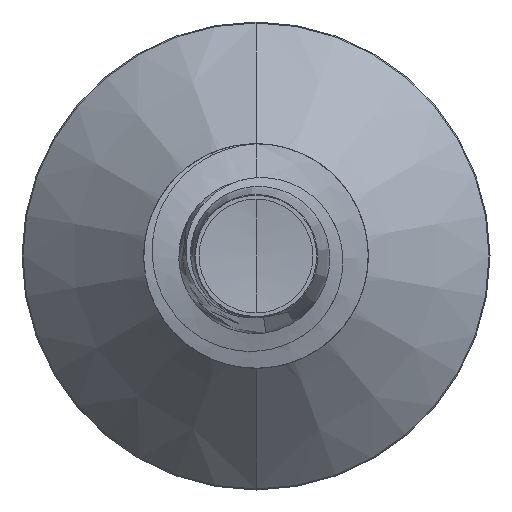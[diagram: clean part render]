
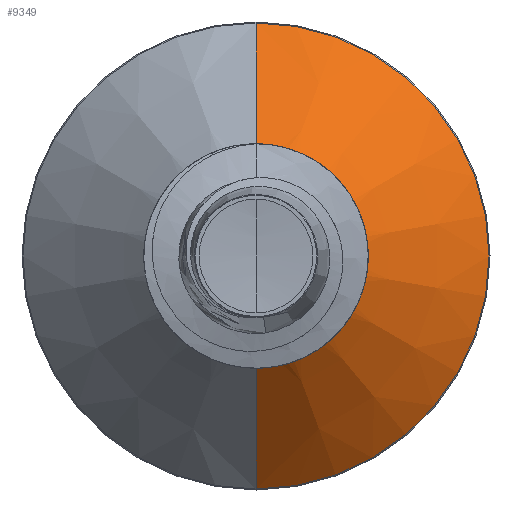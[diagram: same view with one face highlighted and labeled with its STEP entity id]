
A CAD part, front view. The second image highlights one B-rep face of the part: STEP entity #9349.
In plain terms, the highlighted conical face has half-angle 45 degrees and reference radius 1.325 mm.
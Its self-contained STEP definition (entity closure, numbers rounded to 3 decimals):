
#454 = ORIENTED_EDGE ( 'NONE', *, *, #23601, .T. ) ;
#918 = DIRECTION ( 'NONE',  ( 0., 0.707, -0.707 ) ) ;
#2338 = VERTEX_POINT ( 'NONE', #20482 ) ;
#3168 = VECTOR ( 'NONE', #12405, 1000. ) ;
#3346 = CARTESIAN_POINT ( 'NONE',  ( 0., 13.025, 0. ) ) ;
#3779 = DIRECTION ( 'NONE',  ( 0., 1., 0. ) ) ;
#5247 = DIRECTION ( 'NONE',  ( 0., 0., 1. ) ) ;
#6104 = CIRCLE ( 'NONE', #9174, 1.325 ) ;
#6494 = ORIENTED_EDGE ( 'NONE', *, *, #17664, .F. ) ;
#7830 = EDGE_CURVE ( 'NONE', #18537, #14604, #17318, .T. ) ;
#9174 = AXIS2_PLACEMENT_3D ( 'NONE', #3346, #16284, #5247 ) ;
#9349 = ADVANCED_FACE ( 'NONE', ( #15598 ), #19338, .T. ) ;
#10209 = CARTESIAN_POINT ( 'NONE',  ( 0., 15.335, 0. ) ) ;
#10229 = EDGE_LOOP ( 'NONE', ( #454, #23465, #6494, #12851 ) ) ;
#12025 = DIRECTION ( 'NONE',  ( 0., 0., 1. ) ) ;
#12405 = DIRECTION ( 'NONE',  ( 0., 0.707, 0.707 ) ) ;
#12433 = CARTESIAN_POINT ( 'NONE',  ( 0., 13.025, 1.325 ) ) ;
#12851 = ORIENTED_EDGE ( 'NONE', *, *, #7830, .F. ) ;
#13929 = CARTESIAN_POINT ( 'NONE',  ( 0., 15.335, 3.635 ) ) ;
#14604 = VERTEX_POINT ( 'NONE', #13929 ) ;
#14796 = CARTESIAN_POINT ( 'NONE',  ( 0., 13.025, 0. ) ) ;
#15598 = FACE_OUTER_BOUND ( 'NONE', #10229, .T. ) ;
#16284 = DIRECTION ( 'NONE',  ( 0., 1., 0. ) ) ;
#16678 = DIRECTION ( 'NONE',  ( 0., 0., 1. ) ) ;
#16990 = CIRCLE ( 'NONE', #19189, 3.635 ) ;
#17318 = LINE ( 'NONE', #12433, #3168 ) ;
#17390 = EDGE_CURVE ( 'NONE', #18127, #2338, #22516, .T. ) ;
#17477 = CARTESIAN_POINT ( 'NONE',  ( 0., 13.025, -1.325 ) ) ;
#17576 = VECTOR ( 'NONE', #918, 1000. ) ;
#17664 = EDGE_CURVE ( 'NONE', #14604, #2338, #16990, .T. ) ;
#17719 = CARTESIAN_POINT ( 'NONE',  ( 0., 13.025, -1.325 ) ) ;
#18100 = AXIS2_PLACEMENT_3D ( 'NONE', #14796, #3779, #16678 ) ;
#18127 = VERTEX_POINT ( 'NONE', #17719 ) ;
#18537 = VERTEX_POINT ( 'NONE', #21773 ) ;
#19189 = AXIS2_PLACEMENT_3D ( 'NONE', #10209, #23152, #12025 ) ;
#19338 = CONICAL_SURFACE ( 'NONE', #18100, 1.325, 0.785 ) ;
#20482 = CARTESIAN_POINT ( 'NONE',  ( 0., 15.335, -3.635 ) ) ;
#21773 = CARTESIAN_POINT ( 'NONE',  ( 0., 13.025, 1.325 ) ) ;
#22516 = LINE ( 'NONE', #17477, #17576 ) ;
#23152 = DIRECTION ( 'NONE',  ( 0., 1., 0. ) ) ;
#23465 = ORIENTED_EDGE ( 'NONE', *, *, #17390, .T. ) ;
#23601 = EDGE_CURVE ( 'NONE', #18537, #18127, #6104, .T. ) ;
